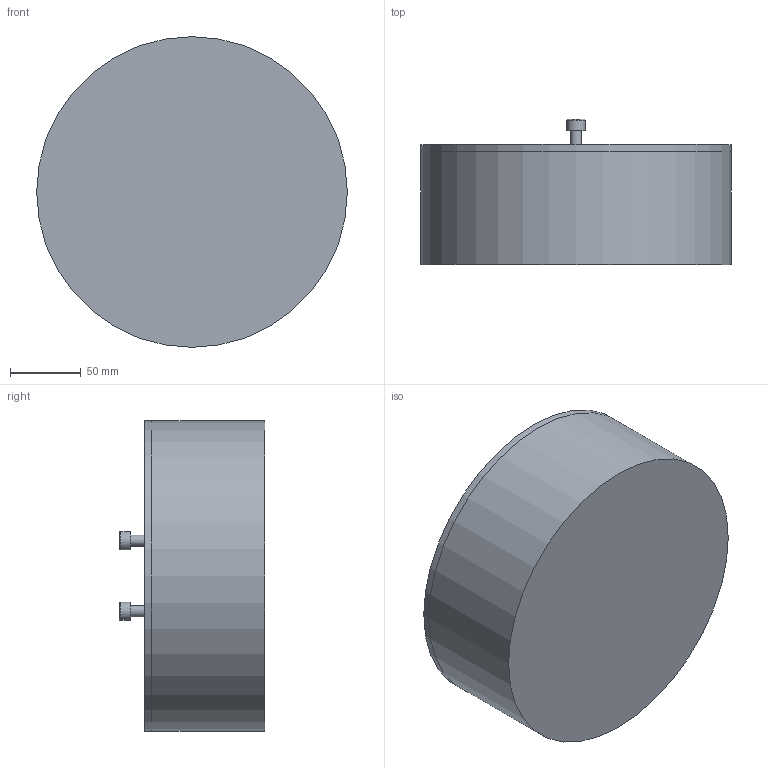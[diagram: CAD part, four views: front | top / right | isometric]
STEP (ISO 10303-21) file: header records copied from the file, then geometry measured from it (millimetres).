
FILE_DESCRIPTION(/* description */ (''),/* implementation_level */ '2;1');
FILE_NAME(/* name */ 'Beyond Plastic_Mould Bowl_Final v1.step',/* time_stamp */ '2020-01-05T14:28:16+01:00',/* author */ (''),/* organization */ (''),/* preprocessor_version */ 'ST-DEVELOPER v18',/* originating_system */ 'Autodesk Translation Framework v8.12.0.6',/* authorisation */ '');
FILE_SCHEMA (('AUTOMOTIVE_DESIGN { 1 0 10303 214 3 1 1 }'));
Length unit declared in the file: millimetre
Products named in the file (5): Beyond Plastic_Mould Bowl_Final; BOTTOM Aliminium Cylinder; Bolt M8x10 (2); Bolt M8x10; TOP Aluminium Cylinder
Assembly tree (4 placements, depth 2):
  Beyond Plastic_Mould Bowl_Final
    BOTTOM Aliminium Cylinder
    Bolt M8x10 (2)
    Bolt M8x10
    TOP Aluminium Cylinder
Bounding box: 220 x 103 x 220 mm (x, y, z)
Volume: 3106885.1 mm3; surface area: 253046.6 mm2
Topology: 4 solids, 4 shells, 60 faces, 128 edges, 83 vertices
Faces by surface type: plane 27, cylinder 22, bspline 4, torus 4, cone 3
Full cylindrical faces by diameter (mm): 6.779 x2, 7.866 x2, 13 x2, 195.5 x1, 196 x1, 220 x2
Entity records: 2311 total; most frequent: CARTESIAN_POINT 849, DIRECTION 307, ORIENTED_EDGE 250, EDGE_CURVE 125, AXIS2_PLACEMENT_3D 123, VERTEX_POINT 83, EDGE_LOOP 70, LINE 61
